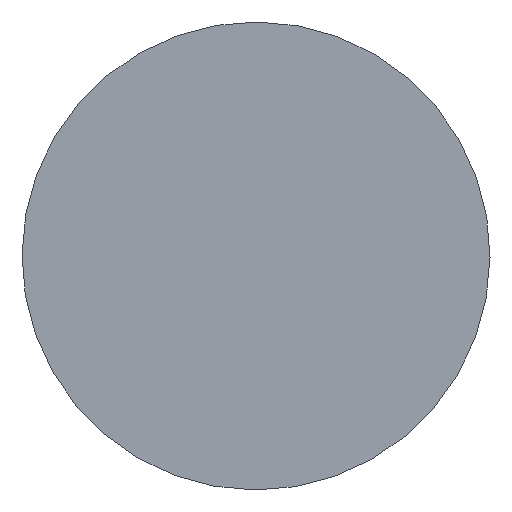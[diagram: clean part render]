
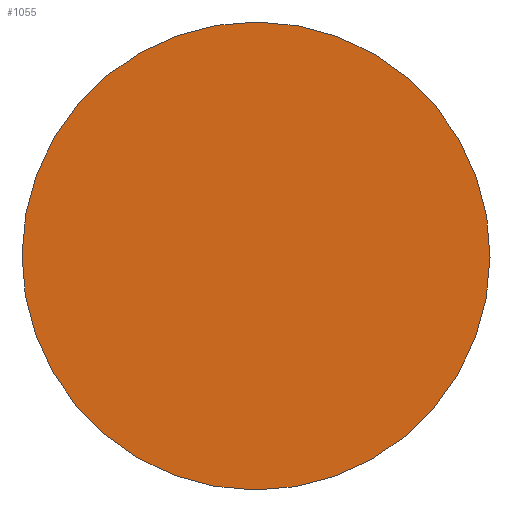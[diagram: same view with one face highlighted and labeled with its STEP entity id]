
A CAD part, front view. The second image highlights one B-rep face of the part: STEP entity #1055.
In plain terms, the highlighted planar face has unit normal (0, -1, -0.001).
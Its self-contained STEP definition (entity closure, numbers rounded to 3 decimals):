
#244=FACE_OUTER_BOUND('',#306,.T.);
#306=EDGE_LOOP('',(#866,#867));
#404=CIRCLE('',#1202,37.503);
#405=CIRCLE('',#1203,37.503);
#497=VERTEX_POINT('',#1795);
#498=VERTEX_POINT('',#1796);
#626=EDGE_CURVE('',#497,#498,#404,.T.);
#627=EDGE_CURVE('',#498,#497,#405,.T.);
#866=ORIENTED_EDGE('',*,*,#626,.T.);
#867=ORIENTED_EDGE('',*,*,#627,.T.);
#1012=PLANE('',#1204);
#1055=ADVANCED_FACE('',(#244),#1012,.T.);
#1202=AXIS2_PLACEMENT_3D('',#1797,#1477,#1478);
#1203=AXIS2_PLACEMENT_3D('',#1798,#1479,#1480);
#1204=AXIS2_PLACEMENT_3D('',#1800,#1482,#1483);
#1477=DIRECTION('center_axis',(0.,-1.,
-0.001));
#1478=DIRECTION('ref_axis',(0.986,0.,0.167));
#1479=DIRECTION('center_axis',(0.,-1.,
-0.001));
#1480=DIRECTION('ref_axis',(0.986,0.,0.167));
#1482=DIRECTION('center_axis',(0.,-1.,
-0.001));
#1483=DIRECTION('ref_axis',(0.167,0.001,-0.986));
#1795=CARTESIAN_POINT('',(36.975,-0.005,-72.131));
#1796=CARTESIAN_POINT('',(-36.975,0.005,-84.669));
#1797=CARTESIAN_POINT('Origin',(0.,0.,
-78.4));
#1798=CARTESIAN_POINT('Origin',(0.,0.,
-78.4));
#1800=CARTESIAN_POINT('Origin',(0.,0.,
-78.4));
